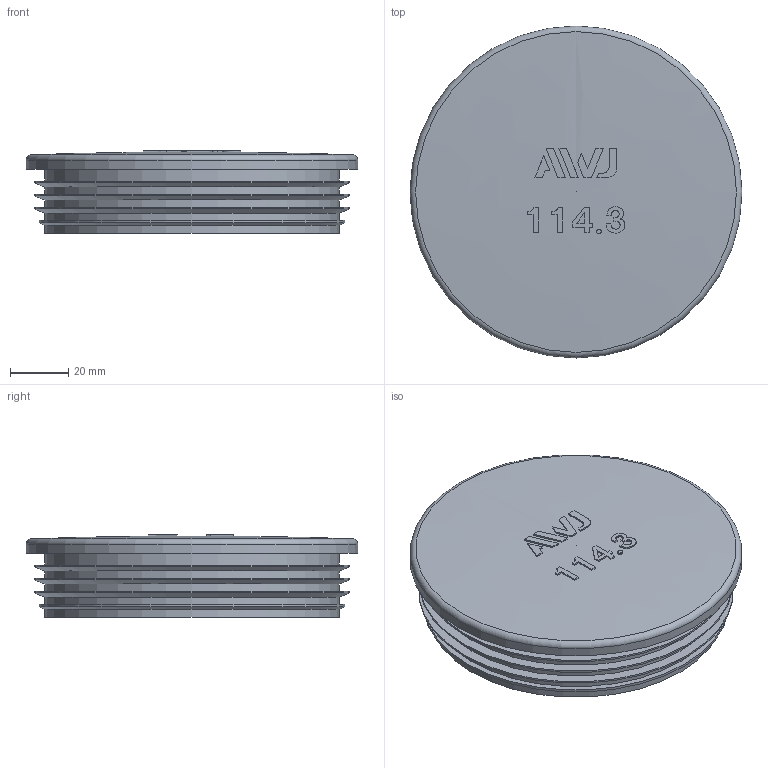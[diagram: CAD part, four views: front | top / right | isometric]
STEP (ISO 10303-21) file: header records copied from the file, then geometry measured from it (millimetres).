
FILE_DESCRIPTION( ( 'STEP AP203' ), '1' );
FILE_NAME( '100A.step', '2022-07-25T08:02:21', ( ' ' ), ( ' ' ), 'XStep 1.0', ' ', ' ' );
FILE_SCHEMA( ( 'CONFIG_CONTROL_DESIGN' ) );
Length unit declared in the file: millimetre
Products named in the file (1): 1
Bounding box: 114.3 x 114.3 x 28.5 mm (x, y, z)
Volume: 65620.4 mm3; surface area: 43066.4 mm2
Topology: 1 solids, 1 shells, 101 faces, 241 edges, 157 vertices
Faces by surface type: plane 62, bspline 12, cylinder 12, extrusion 8, cone 5, torus 2
Full cylindrical faces by diameter (mm): 101.3 x5, 105.3 x1, 108.3 x3, 114.3 x1
Entity records: 3714 total; most frequent: CARTESIAN_POINT 1705, ORIENTED_EDGE 436, DIRECTION 284, EDGE_CURVE 218, VERTEX_POINT 155, B_SPLINE_CURVE_WITH_KNOTS 138, EDGE_LOOP 136, FACE_OUTER_BOUND 114
